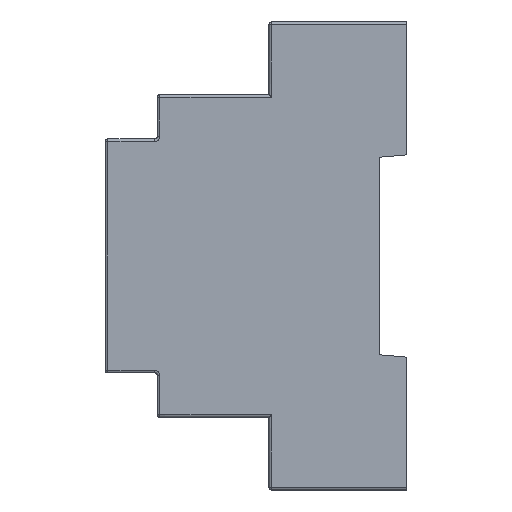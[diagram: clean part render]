
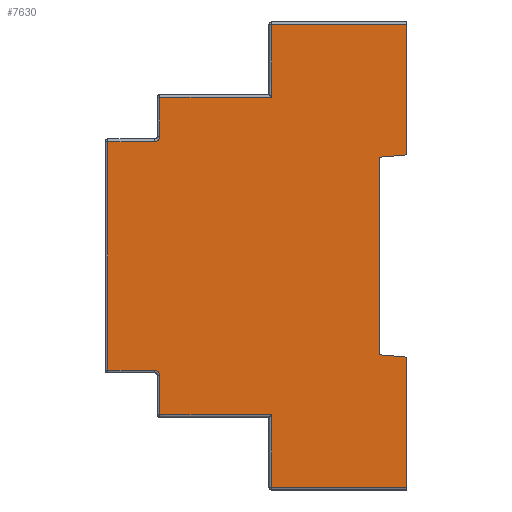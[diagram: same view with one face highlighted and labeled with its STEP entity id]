
A CAD part, left-side view. The second image highlights one B-rep face of the part: STEP entity #7630.
In plain terms, the highlighted planar face has unit normal (-1, 0.009, 0).
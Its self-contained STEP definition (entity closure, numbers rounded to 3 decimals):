
#105=(
BOUNDED_CURVE()
B_SPLINE_CURVE(3,(#11504,#11505,#11506,#11507,#11508,#11509),
 .UNSPECIFIED.,.F.,.F.)
B_SPLINE_CURVE_WITH_KNOTS((4,2,4),(1.571,2.356,3.142),
 .UNSPECIFIED.)
CURVE()
GEOMETRIC_REPRESENTATION_ITEM()
RATIONAL_B_SPLINE_CURVE((1.,1.,1.,1.,1.,1.))
REPRESENTATION_ITEM('')
);
#106=(
BOUNDED_CURVE()
B_SPLINE_CURVE(3,(#11526,#11527,#11528,#11529,#11530,#11531),
 .UNSPECIFIED.,.F.,.F.)
B_SPLINE_CURVE_WITH_KNOTS((4,2,4),(1.571,2.356,3.142),
 .UNSPECIFIED.)
CURVE()
GEOMETRIC_REPRESENTATION_ITEM()
RATIONAL_B_SPLINE_CURVE((1.,1.,1.,1.,1.,1.))
REPRESENTATION_ITEM('')
);
#296=FACE_OUTER_BOUND('',#730,.T.);
#730=EDGE_LOOP('',(#5483,#5484,#5485,#5486,#5487,#5488,#5489,#5490,#5491,
#5492,#5493,#5494,#5495,#5496,#5497,#5498,#5499,#5500));
#1287=LINE('',#11020,#2299);
#1291=LINE('',#11033,#2303);
#1385=LINE('',#11225,#2397);
#1515=LINE('',#11484,#2527);
#1521=LINE('',#11498,#2533);
#1522=LINE('',#11500,#2534);
#1523=LINE('',#11502,#2535);
#1524=LINE('',#11511,#2536);
#1525=LINE('',#11513,#2537);
#1526=LINE('',#11515,#2538);
#1527=LINE('',#11516,#2539);
#1528=LINE('',#11517,#2540);
#1529=LINE('',#11519,#2541);
#1530=LINE('',#11521,#2542);
#1531=LINE('',#11523,#2543);
#1532=LINE('',#11525,#2544);
#2299=VECTOR('',#8817,1000.);
#2303=VECTOR('',#8827,1000.);
#2397=VECTOR('',#8945,1000.);
#2527=VECTOR('',#9093,1000.);
#2533=VECTOR('',#9105,1000.);
#2534=VECTOR('',#9106,1000.);
#2535=VECTOR('',#9107,1000.);
#2536=VECTOR('',#9108,1000.);
#2537=VECTOR('',#9109,1000.);
#2538=VECTOR('',#9110,1000.);
#2539=VECTOR('',#9111,1000.);
#2540=VECTOR('',#9112,1000.);
#2541=VECTOR('',#9113,1000.);
#2542=VECTOR('',#9114,1000.);
#2543=VECTOR('',#9115,1000.);
#2544=VECTOR('',#9116,1000.);
#3299=VERTEX_POINT('',#11017);
#3300=VERTEX_POINT('',#11019);
#3305=VERTEX_POINT('',#11030);
#3306=VERTEX_POINT('',#11032);
#3391=VERTEX_POINT('',#11222);
#3392=VERTEX_POINT('',#11224);
#3516=VERTEX_POINT('',#11496);
#3517=VERTEX_POINT('',#11497);
#3518=VERTEX_POINT('',#11499);
#3519=VERTEX_POINT('',#11501);
#3520=VERTEX_POINT('',#11503);
#3521=VERTEX_POINT('',#11510);
#3522=VERTEX_POINT('',#11512);
#3523=VERTEX_POINT('',#11514);
#3524=VERTEX_POINT('',#11518);
#3525=VERTEX_POINT('',#11520);
#3526=VERTEX_POINT('',#11522);
#3527=VERTEX_POINT('',#11524);
#4048=EDGE_CURVE('',#3300,#3299,#1287,.T.);
#4054=EDGE_CURVE('',#3305,#3306,#1291,.T.);
#4152=EDGE_CURVE('',#3392,#3391,#1385,.T.);
#4283=EDGE_CURVE('',#3391,#3306,#1515,.T.);
#4290=EDGE_CURVE('',#3516,#3517,#1521,.T.);
#4291=EDGE_CURVE('',#3517,#3518,#1522,.T.);
#4292=EDGE_CURVE('',#3519,#3518,#1523,.T.);
#4293=EDGE_CURVE('',#3519,#3520,#105,.T.);
#4294=EDGE_CURVE('',#3521,#3520,#1524,.T.);
#4295=EDGE_CURVE('',#3522,#3521,#1525,.T.);
#4296=EDGE_CURVE('',#3523,#3522,#1526,.T.);
#4297=EDGE_CURVE('',#3300,#3523,#1527,.T.);
#4298=EDGE_CURVE('',#3392,#3299,#1528,.T.);
#4299=EDGE_CURVE('',#3305,#3524,#1529,.T.);
#4300=EDGE_CURVE('',#3524,#3525,#1530,.T.);
#4301=EDGE_CURVE('',#3525,#3526,#1531,.T.);
#4302=EDGE_CURVE('',#3526,#3527,#1532,.T.);
#4303=EDGE_CURVE('',#3516,#3527,#106,.T.);
#5483=ORIENTED_EDGE('',*,*,#4290,.T.);
#5484=ORIENTED_EDGE('',*,*,#4291,.T.);
#5485=ORIENTED_EDGE('',*,*,#4292,.F.);
#5486=ORIENTED_EDGE('',*,*,#4293,.T.);
#5487=ORIENTED_EDGE('',*,*,#4294,.F.);
#5488=ORIENTED_EDGE('',*,*,#4295,.F.);
#5489=ORIENTED_EDGE('',*,*,#4296,.F.);
#5490=ORIENTED_EDGE('',*,*,#4297,.F.);
#5491=ORIENTED_EDGE('',*,*,#4048,.T.);
#5492=ORIENTED_EDGE('',*,*,#4298,.F.);
#5493=ORIENTED_EDGE('',*,*,#4152,.T.);
#5494=ORIENTED_EDGE('',*,*,#4283,.T.);
#5495=ORIENTED_EDGE('',*,*,#4054,.F.);
#5496=ORIENTED_EDGE('',*,*,#4299,.T.);
#5497=ORIENTED_EDGE('',*,*,#4300,.T.);
#5498=ORIENTED_EDGE('',*,*,#4301,.T.);
#5499=ORIENTED_EDGE('',*,*,#4302,.T.);
#5500=ORIENTED_EDGE('',*,*,#4303,.F.);
#7301=PLANE('',#8098);
#7630=ADVANCED_FACE('',(#296),#7301,.T.);
#8098=AXIS2_PLACEMENT_3D('',#11495,#9103,#9104);
#8817=DIRECTION('',(0.,0.,1.));
#8827=DIRECTION('',(0.,0.,-1.));
#8945=DIRECTION('',(0.,0.,1.));
#9093=DIRECTION('',(-0.009,-0.996,0.084));
#9103=DIRECTION('center_axis',(-1.,0.009,0.));
#9104=DIRECTION('ref_axis',(-0.009,-1.,0.));
#9105=DIRECTION('',(0.009,1.,0.));
#9106=DIRECTION('',(0.,0.,-1.));
#9107=DIRECTION('',(0.009,1.,0.));
#9108=DIRECTION('',(0.,0.,1.));
#9109=DIRECTION('',(0.009,1.,0.));
#9110=DIRECTION('',(0.,0.,1.));
#9111=DIRECTION('',(0.009,1.,0.));
#9112=DIRECTION('',(-0.009,-0.996,-0.084));
#9113=DIRECTION('',(0.009,1.,0.));
#9114=DIRECTION('',(0.,0.,-1.));
#9115=DIRECTION('',(0.009,1.,0.));
#9116=DIRECTION('',(0.,0.,-1.));
#11017=CARTESIAN_POINT('',(-53.,-29.,-19.44));
#11019=CARTESIAN_POINT('',(-53.,-29.,-44.5));
#11020=CARTESIAN_POINT('',(-53.,-29.,-45.));
#11030=CARTESIAN_POINT('',(-53.,-29.,44.5));
#11032=CARTESIAN_POINT('',(-53.,-29.,19.44));
#11033=CARTESIAN_POINT('',(-53.,-29.,45.));
#11222=CARTESIAN_POINT('',(-52.955,-23.8,19.));
#11224=CARTESIAN_POINT('',(-52.955,-23.8,-19.));
#11225=CARTESIAN_POINT('',(-52.955,-23.8,0.));
#11484=CARTESIAN_POINT('',(-53.,-28.983,19.439));
#11495=CARTESIAN_POINT('Origin',(-52.5,29.,45.));
#11496=CARTESIAN_POINT('',(-52.582,19.504,22.));
#11497=CARTESIAN_POINT('',(-52.504,28.504,22.));
#11498=CARTESIAN_POINT('',(-52.5,29.,22.));
#11499=CARTESIAN_POINT('',(-52.504,28.504,-22.));
#11500=CARTESIAN_POINT('',(-52.504,28.504,0.));
#11501=CARTESIAN_POINT('',(-52.582,19.504,-22.));
#11502=CARTESIAN_POINT('',(-52.5,29.,-22.));
#11503=CARTESIAN_POINT('',(-52.59,18.504,-23.));
#11504=CARTESIAN_POINT('Ctrl Pts',(-52.582,19.504,-22.));
#11505=CARTESIAN_POINT('Ctrl Pts',(-52.584,19.242,-22.));
#11506=CARTESIAN_POINT('Ctrl Pts',(-52.586,18.982,-22.108));
#11507=CARTESIAN_POINT('Ctrl Pts',(-52.59,18.612,-22.478));
#11508=CARTESIAN_POINT('Ctrl Pts',(-52.59,18.504,-22.737));
#11509=CARTESIAN_POINT('Ctrl Pts',(-52.59,18.504,-23.));
#11510=CARTESIAN_POINT('',(-52.59,18.504,-30.5));
#11511=CARTESIAN_POINT('',(-52.59,18.504,-22.5));
#11512=CARTESIAN_POINT('',(-52.776,-2.996,-30.5));
#11513=CARTESIAN_POINT('',(-52.586,19.,-30.5));
#11514=CARTESIAN_POINT('',(-52.776,-2.996,-44.5));
#11515=CARTESIAN_POINT('',(-52.776,-2.996,-31.));
#11516=CARTESIAN_POINT('',(-52.772,-2.5,-44.5));
#11517=CARTESIAN_POINT('',(-53.,-28.983,-19.439));
#11518=CARTESIAN_POINT('',(-52.776,-2.996,44.5));
#11519=CARTESIAN_POINT('',(-52.772,-2.5,44.5));
#11520=CARTESIAN_POINT('',(-52.776,-2.996,30.5));
#11521=CARTESIAN_POINT('',(-52.776,-2.996,31.));
#11522=CARTESIAN_POINT('',(-52.59,18.504,30.5));
#11523=CARTESIAN_POINT('',(-52.586,19.,30.5));
#11524=CARTESIAN_POINT('',(-52.59,18.504,23.));
#11525=CARTESIAN_POINT('',(-52.59,18.504,22.5));
#11526=CARTESIAN_POINT('Ctrl Pts',(-52.582,19.504,22.));
#11527=CARTESIAN_POINT('Ctrl Pts',(-52.584,19.242,22.));
#11528=CARTESIAN_POINT('Ctrl Pts',(-52.586,18.982,22.108));
#11529=CARTESIAN_POINT('Ctrl Pts',(-52.59,18.612,22.478));
#11530=CARTESIAN_POINT('Ctrl Pts',(-52.59,18.504,22.737));
#11531=CARTESIAN_POINT('Ctrl Pts',(-52.59,18.504,23.));
